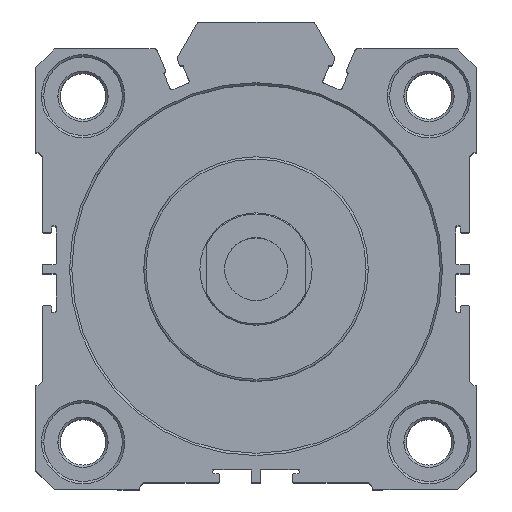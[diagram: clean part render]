
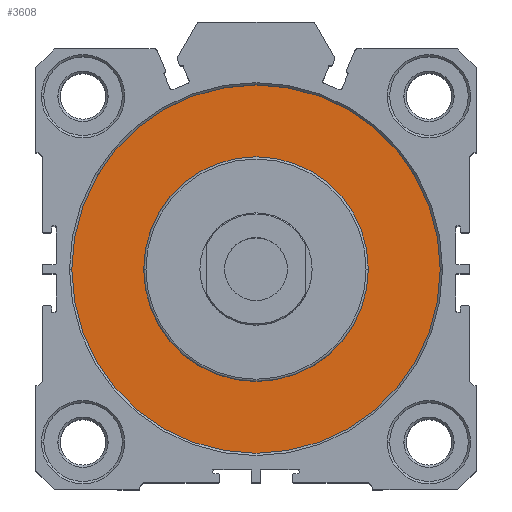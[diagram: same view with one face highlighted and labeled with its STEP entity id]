
A CAD part, top view. The second image highlights one B-rep face of the part: STEP entity #3608.
In plain terms, the highlighted planar face has unit normal (0, 0, 1).
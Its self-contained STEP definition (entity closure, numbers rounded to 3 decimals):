
#781 = CARTESIAN_POINT ( 'NONE',  ( 41., 0., 41.35 ) ) ;
#950 = EDGE_LOOP ( 'NONE', ( #7658, #2793 ) ) ;
#1044 = DIRECTION ( 'NONE',  ( 0., 0., 1. ) ) ;
#1107 = CIRCLE ( 'NONE', #1119, 25. ) ;
#1119 = AXIS2_PLACEMENT_3D ( 'NONE', #4856, #1044, #5508 ) ;
#1265 = CARTESIAN_POINT ( 'NONE',  ( 0., 0., 41.35 ) ) ;
#1347 = EDGE_LOOP ( 'NONE', ( #6175, #4493 ) ) ;
#1449 = EDGE_CURVE ( 'NONE', #5662, #5780, #3184, .T. ) ;
#1756 = VERTEX_POINT ( 'NONE', #6937 ) ;
#1760 = FACE_OUTER_BOUND ( 'NONE', #950, .T. ) ;
#1889 = DIRECTION ( 'NONE',  ( 1., 0., 0. ) ) ;
#2404 = EDGE_CURVE ( 'NONE', #1756, #6403, #8075, .T. ) ;
#2578 = PLANE ( 'NONE',  #4983 ) ;
#2793 = ORIENTED_EDGE ( 'NONE', *, *, #2404, .T. ) ;
#2922 = DIRECTION ( 'NONE',  ( 0., 0., 1. ) ) ;
#3184 = CIRCLE ( 'NONE', #4135, 25. ) ;
#3493 = DIRECTION ( 'NONE',  ( 0., 0., 1. ) ) ;
#3551 = CARTESIAN_POINT ( 'NONE',  ( 25., 0., 41.35 ) ) ;
#3608 = ADVANCED_FACE ( 'NONE', ( #6081, #1760 ), #2578, .T. ) ;
#3871 = DIRECTION ( 'NONE',  ( 1., 0., 0. ) ) ;
#4135 = AXIS2_PLACEMENT_3D ( 'NONE', #7320, #3493, #7953 ) ;
#4493 = ORIENTED_EDGE ( 'NONE', *, *, #7646, .F. ) ;
#4659 = CARTESIAN_POINT ( 'NONE',  ( -25., 0., 41.35 ) ) ;
#4856 = CARTESIAN_POINT ( 'NONE',  ( 0., 0., 41.35 ) ) ;
#4983 = AXIS2_PLACEMENT_3D ( 'NONE', #7047, #7695, #3871 ) ;
#5508 = DIRECTION ( 'NONE',  ( 1., 0., 0. ) ) ;
#5544 = CIRCLE ( 'NONE', #8099, 41. ) ;
#5662 = VERTEX_POINT ( 'NONE', #4659 ) ;
#5721 = DIRECTION ( 'NONE',  ( 0., 0., 1. ) ) ;
#5780 = VERTEX_POINT ( 'NONE', #3551 ) ;
#6081 = FACE_BOUND ( 'NONE', #1347, .T. ) ;
#6175 = ORIENTED_EDGE ( 'NONE', *, *, #1449, .F. ) ;
#6214 = AXIS2_PLACEMENT_3D ( 'NONE', #6752, #2922, #7398 ) ;
#6309 = EDGE_CURVE ( 'NONE', #6403, #1756, #5544, .T. ) ;
#6403 = VERTEX_POINT ( 'NONE', #781 ) ;
#6752 = CARTESIAN_POINT ( 'NONE',  ( 0., 0., 41.35 ) ) ;
#6937 = CARTESIAN_POINT ( 'NONE',  ( -41., 0., 41.35 ) ) ;
#7047 = CARTESIAN_POINT ( 'NONE',  ( 0., 0., 41.35 ) ) ;
#7320 = CARTESIAN_POINT ( 'NONE',  ( 0., 0., 41.35 ) ) ;
#7398 = DIRECTION ( 'NONE',  ( 1., 0., 0. ) ) ;
#7646 = EDGE_CURVE ( 'NONE', #5780, #5662, #1107, .T. ) ;
#7658 = ORIENTED_EDGE ( 'NONE', *, *, #6309, .T. ) ;
#7695 = DIRECTION ( 'NONE',  ( 0., 0., 1. ) ) ;
#7953 = DIRECTION ( 'NONE',  ( 1., 0., 0. ) ) ;
#8075 = CIRCLE ( 'NONE', #6214, 41. ) ;
#8099 = AXIS2_PLACEMENT_3D ( 'NONE', #1265, #5721, #1889 ) ;
